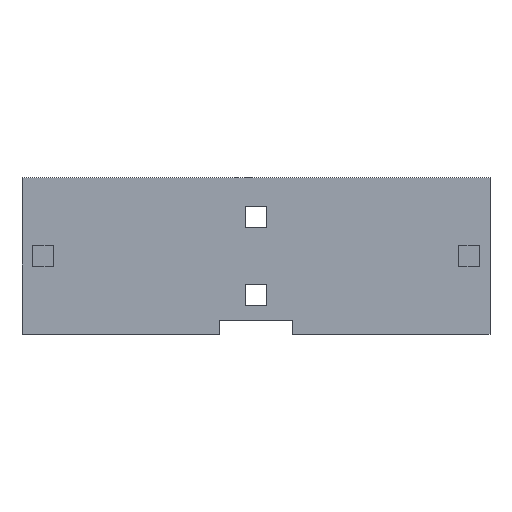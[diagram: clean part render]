
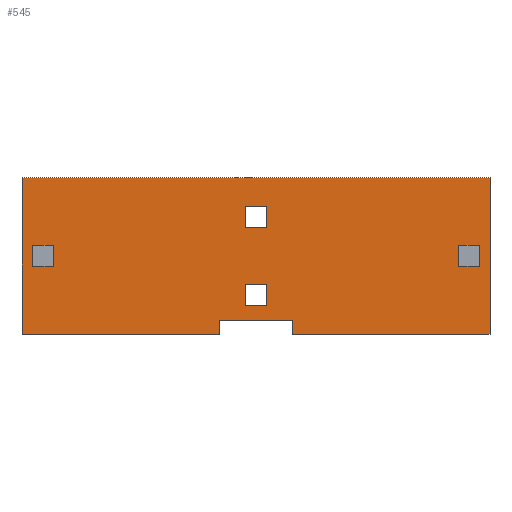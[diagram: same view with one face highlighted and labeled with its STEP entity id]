
A CAD part, top view. The second image highlights one B-rep face of the part: STEP entity #545.
In plain terms, the highlighted planar face has unit normal (0, 0, 1).
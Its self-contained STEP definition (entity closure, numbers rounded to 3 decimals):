
#15=FACE_BOUND('',#76,.T.);
#16=FACE_BOUND('',#77,.T.);
#17=FACE_BOUND('',#78,.T.);
#18=FACE_BOUND('',#79,.T.);
#47=FACE_OUTER_BOUND('',#75,.T.);
#75=EDGE_LOOP('',(#451,#452,#453,#454,#455,#456,#457,#458));
#76=EDGE_LOOP('',(#459,#460,#461,#462));
#77=EDGE_LOOP('',(#463,#464,#465,#466));
#78=EDGE_LOOP('',(#467,#468,#469,#470));
#79=EDGE_LOOP('',(#471,#472,#473,#474));
#83=LINE('',#723,#155);
#87=LINE('',#731,#159);
#90=LINE('',#737,#162);
#93=LINE('',#742,#165);
#95=LINE('',#747,#167);
#99=LINE('',#755,#171);
#102=LINE('',#761,#174);
#105=LINE('',#766,#177);
#108=LINE('',#773,#180);
#114=LINE('',#785,#186);
#116=LINE('',#788,#188);
#117=LINE('',#791,#189);
#122=LINE('',#800,#194);
#123=LINE('',#804,#195);
#127=LINE('',#812,#199);
#130=LINE('',#818,#202);
#133=LINE('',#823,#205);
#135=LINE('',#829,#207);
#139=LINE('',#837,#211);
#142=LINE('',#843,#214);
#145=LINE('',#848,#217);
#148=LINE('',#855,#220);
#151=LINE('',#861,#223);
#154=LINE('',#865,#226);
#155=VECTOR('',#593,10.);
#159=VECTOR('',#599,10.);
#162=VECTOR('',#604,10.);
#165=VECTOR('',#609,10.);
#167=VECTOR('',#613,10.);
#171=VECTOR('',#619,10.);
#174=VECTOR('',#624,10.);
#177=VECTOR('',#629,10.);
#180=VECTOR('',#634,10.);
#186=VECTOR('',#642,10.);
#188=VECTOR('',#646,10.);
#189=VECTOR('',#649,10.);
#194=VECTOR('',#656,10.);
#195=VECTOR('',#659,10.);
#199=VECTOR('',#665,10.);
#202=VECTOR('',#670,10.);
#205=VECTOR('',#675,10.);
#207=VECTOR('',#681,10.);
#211=VECTOR('',#687,10.);
#214=VECTOR('',#692,10.);
#217=VECTOR('',#697,10.);
#220=VECTOR('',#704,10.);
#223=VECTOR('',#709,10.);
#226=VECTOR('',#714,10.);
#227=VERTEX_POINT('',#721);
#228=VERTEX_POINT('',#722);
#231=VERTEX_POINT('',#730);
#233=VERTEX_POINT('',#736);
#235=VERTEX_POINT('',#745);
#236=VERTEX_POINT('',#746);
#239=VERTEX_POINT('',#754);
#241=VERTEX_POINT('',#760);
#243=VERTEX_POINT('',#769);
#245=VERTEX_POINT('',#772);
#248=VERTEX_POINT('',#779);
#250=VERTEX_POINT('',#783);
#251=VERTEX_POINT('',#790);
#254=VERTEX_POINT('',#798);
#255=VERTEX_POINT('',#802);
#256=VERTEX_POINT('',#803);
#259=VERTEX_POINT('',#811);
#261=VERTEX_POINT('',#817);
#263=VERTEX_POINT('',#827);
#264=VERTEX_POINT('',#828);
#267=VERTEX_POINT('',#836);
#269=VERTEX_POINT('',#842);
#272=VERTEX_POINT('',#854);
#274=VERTEX_POINT('',#860);
#275=EDGE_CURVE('',#227,#228,#83,.T.);
#279=EDGE_CURVE('',#228,#231,#87,.T.);
#282=EDGE_CURVE('',#231,#233,#90,.T.);
#285=EDGE_CURVE('',#233,#227,#93,.T.);
#287=EDGE_CURVE('',#235,#236,#95,.T.);
#291=EDGE_CURVE('',#236,#239,#99,.T.);
#294=EDGE_CURVE('',#239,#241,#102,.T.);
#297=EDGE_CURVE('',#241,#235,#105,.T.);
#300=EDGE_CURVE('',#245,#243,#108,.T.);
#306=EDGE_CURVE('',#248,#250,#114,.T.);
#308=EDGE_CURVE('',#250,#245,#116,.T.);
#309=EDGE_CURVE('',#251,#248,#117,.T.);
#314=EDGE_CURVE('',#243,#254,#122,.T.);
#315=EDGE_CURVE('',#255,#256,#123,.T.);
#319=EDGE_CURVE('',#256,#259,#127,.T.);
#322=EDGE_CURVE('',#259,#261,#130,.T.);
#325=EDGE_CURVE('',#261,#255,#133,.T.);
#327=EDGE_CURVE('',#263,#264,#135,.T.);
#331=EDGE_CURVE('',#264,#267,#139,.T.);
#334=EDGE_CURVE('',#267,#269,#142,.T.);
#337=EDGE_CURVE('',#269,#263,#145,.T.);
#340=EDGE_CURVE('',#272,#251,#148,.T.);
#343=EDGE_CURVE('',#274,#272,#151,.T.);
#346=EDGE_CURVE('',#254,#274,#154,.T.);
#451=ORIENTED_EDGE('',*,*,#300,.T.);
#452=ORIENTED_EDGE('',*,*,#314,.T.);
#453=ORIENTED_EDGE('',*,*,#346,.T.);
#454=ORIENTED_EDGE('',*,*,#343,.T.);
#455=ORIENTED_EDGE('',*,*,#340,.T.);
#456=ORIENTED_EDGE('',*,*,#309,.T.);
#457=ORIENTED_EDGE('',*,*,#306,.T.);
#458=ORIENTED_EDGE('',*,*,#308,.T.);
#459=ORIENTED_EDGE('',*,*,#275,.T.);
#460=ORIENTED_EDGE('',*,*,#279,.T.);
#461=ORIENTED_EDGE('',*,*,#282,.T.);
#462=ORIENTED_EDGE('',*,*,#285,.T.);
#463=ORIENTED_EDGE('',*,*,#287,.T.);
#464=ORIENTED_EDGE('',*,*,#291,.T.);
#465=ORIENTED_EDGE('',*,*,#294,.T.);
#466=ORIENTED_EDGE('',*,*,#297,.T.);
#467=ORIENTED_EDGE('',*,*,#315,.T.);
#468=ORIENTED_EDGE('',*,*,#319,.T.);
#469=ORIENTED_EDGE('',*,*,#322,.T.);
#470=ORIENTED_EDGE('',*,*,#325,.T.);
#471=ORIENTED_EDGE('',*,*,#327,.T.);
#472=ORIENTED_EDGE('',*,*,#331,.T.);
#473=ORIENTED_EDGE('',*,*,#334,.T.);
#474=ORIENTED_EDGE('',*,*,#337,.T.);
#517=PLANE('',#587);
#545=ADVANCED_FACE('',(#47,#15,#16,#17,#18),#517,.T.);
#587=AXIS2_PLACEMENT_3D('',#866,#715,#716);
#593=DIRECTION('',(0.,-1.,0.));
#599=DIRECTION('',(-1.,0.,0.));
#604=DIRECTION('',(0.,1.,0.));
#609=DIRECTION('',(1.,0.,0.));
#613=DIRECTION('',(0.,1.,0.));
#619=DIRECTION('',(1.,0.,0.));
#624=DIRECTION('',(0.,-1.,0.));
#629=DIRECTION('',(-1.,0.,0.));
#634=DIRECTION('',(0.,-1.,0.));
#642=DIRECTION('',(0.,1.,0.));
#646=DIRECTION('',(1.,0.,0.));
#649=DIRECTION('',(1.,0.,0.));
#656=DIRECTION('',(1.,0.,0.));
#659=DIRECTION('',(0.,1.,0.));
#665=DIRECTION('',(1.,0.,0.));
#670=DIRECTION('',(0.,-1.,0.));
#675=DIRECTION('',(-1.,0.,0.));
#681=DIRECTION('',(0.,-1.,0.));
#687=DIRECTION('',(-1.,0.,0.));
#692=DIRECTION('',(0.,1.,0.));
#697=DIRECTION('',(1.,0.,0.));
#704=DIRECTION('',(0.,-1.,0.));
#709=DIRECTION('',(-1.,0.,0.));
#714=DIRECTION('',(0.,1.,0.));
#715=DIRECTION('center_axis',(0.,0.,1.));
#716=DIRECTION('ref_axis',(1.,0.,0.));
#721=CARTESIAN_POINT('',(1.55,-4.,2.));
#722=CARTESIAN_POINT('',(1.55,-7.1,2.));
#723=CARTESIAN_POINT('',(1.55,-3.55,2.));
#730=CARTESIAN_POINT('',(-1.55,-7.1,2.));
#731=CARTESIAN_POINT('',(-0.775,-7.1,2.));
#736=CARTESIAN_POINT('',(-1.55,-4.,2.));
#737=CARTESIAN_POINT('',(-1.55,-2.,2.));
#742=CARTESIAN_POINT('',(0.775,-4.,2.));
#745=CARTESIAN_POINT('',(-1.55,4.,2.));
#746=CARTESIAN_POINT('',(-1.55,7.1,2.));
#747=CARTESIAN_POINT('',(-1.55,3.55,2.));
#754=CARTESIAN_POINT('',(1.55,7.1,2.));
#755=CARTESIAN_POINT('',(0.775,7.1,2.));
#760=CARTESIAN_POINT('',(1.55,4.,2.));
#761=CARTESIAN_POINT('',(1.55,2.,2.));
#766=CARTESIAN_POINT('',(-0.775,4.,2.));
#769=CARTESIAN_POINT('',(5.25,-11.1,2.));
#772=CARTESIAN_POINT('',(5.25,-9.1,2.));
#773=CARTESIAN_POINT('',(5.25,-5.55,2.));
#779=CARTESIAN_POINT('',(-5.25,-11.1,2.));
#783=CARTESIAN_POINT('',(-5.25,-9.1,2.));
#785=CARTESIAN_POINT('',(-5.25,-5.55,2.));
#788=CARTESIAN_POINT('',(0.,-9.1,2.));
#790=CARTESIAN_POINT('',(-33.25,-11.1,2.));
#791=CARTESIAN_POINT('',(33.25,-11.1,2.));
#798=CARTESIAN_POINT('',(33.25,-11.1,2.));
#800=CARTESIAN_POINT('',(33.25,-11.1,2.));
#802=CARTESIAN_POINT('',(-31.75,-1.45,2.));
#803=CARTESIAN_POINT('',(-31.75,1.5,2.));
#804=CARTESIAN_POINT('',(-31.75,0.75,2.));
#811=CARTESIAN_POINT('',(-28.8,1.5,2.));
#812=CARTESIAN_POINT('',(-14.4,1.5,2.));
#817=CARTESIAN_POINT('',(-28.8,-1.45,2.));
#818=CARTESIAN_POINT('',(-28.8,-0.725,2.));
#823=CARTESIAN_POINT('',(-15.875,-1.45,2.));
#827=CARTESIAN_POINT('',(31.75,1.5,2.));
#828=CARTESIAN_POINT('',(31.75,-1.45,2.));
#829=CARTESIAN_POINT('',(31.75,-0.725,2.));
#836=CARTESIAN_POINT('',(28.8,-1.45,2.));
#837=CARTESIAN_POINT('',(14.4,-1.45,2.));
#842=CARTESIAN_POINT('',(28.8,1.5,2.));
#843=CARTESIAN_POINT('',(28.8,0.75,2.));
#848=CARTESIAN_POINT('',(15.875,1.5,2.));
#854=CARTESIAN_POINT('',(-33.25,11.1,2.));
#855=CARTESIAN_POINT('',(-33.25,-11.1,2.));
#860=CARTESIAN_POINT('',(33.25,11.1,2.));
#861=CARTESIAN_POINT('',(-33.25,11.1,2.));
#865=CARTESIAN_POINT('',(33.25,11.1,2.));
#866=CARTESIAN_POINT('Origin',(0.,0.,2.));
